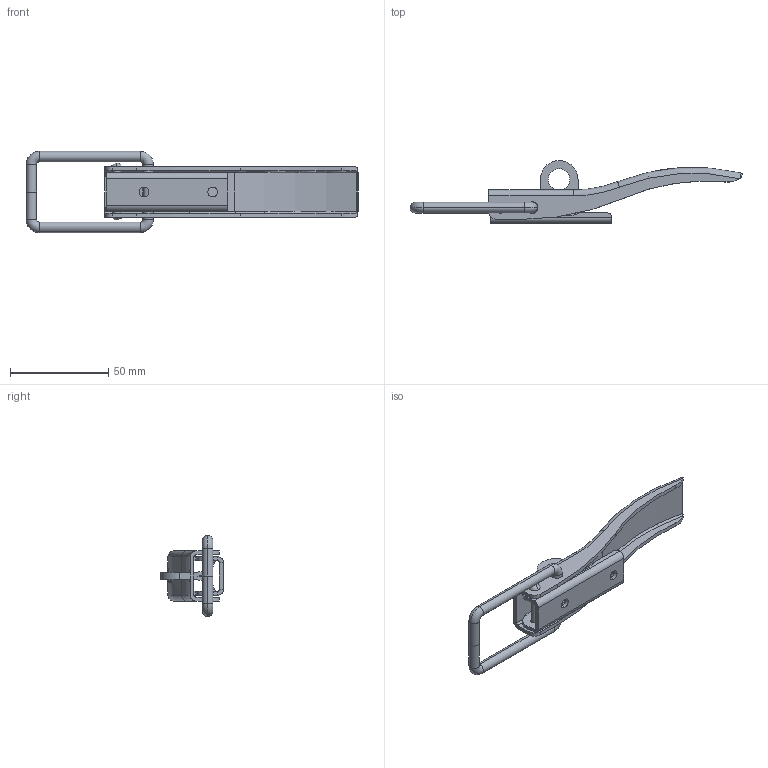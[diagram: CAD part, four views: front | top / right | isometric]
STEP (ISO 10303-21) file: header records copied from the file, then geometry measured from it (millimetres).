
FILE_DESCRIPTION (( 'STEP AP214' ), '1' );
FILE_NAME ('03702-Hold Down Latch Padlockable Black 130mm.STEP', '2018-09-27T04:54:31', ( '' ), ( '' ), 'SwSTEP 2.0', 'SolidWorks 2018', '' );
FILE_SCHEMA (( 'AUTOMOTIVE_DESIGN' ));
Length unit declared in the file: millimetre
Products named in the file (5): 03702 - Base; 03702 - Wire Hook; 03702 - Handle; 03702 - Hinge Pin; 03702-Hold Down Latch Padlockable Black 130mm
Assembly tree (4 placements, depth 2):
  03702-Hold Down Latch Padlockable Black 130mm
    03702 - Base
    03702 - Handle
    03702 - Hinge Pin
    03702 - Wire Hook
Bounding box: 169.07 x 32 x 41.35 mm (x, y, z)
Volume: 19598.5 mm3; surface area: 19956.4 mm2
Topology: 4 solids, 4 shells, 416 faces, 1113 edges, 724 vertices
Faces by surface type: bspline 178, plane 110, cylinder 108, torus 16, sphere 4
Entity records: 32614 total; most frequent: CARTESIAN_POINT 23881, ORIENTED_EDGE 2222, EDGE_CURVE 1111, DIRECTION 1029, VERTEX_POINT 724, B_SPLINE_CURVE_WITH_KNOTS 722, EDGE_LOOP 461, ADVANCED_FACE 416
